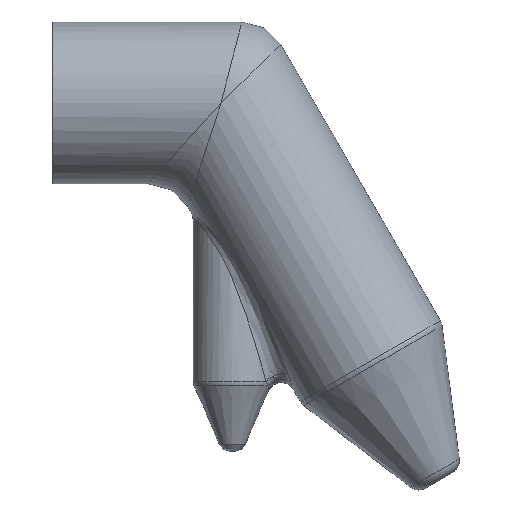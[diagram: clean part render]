
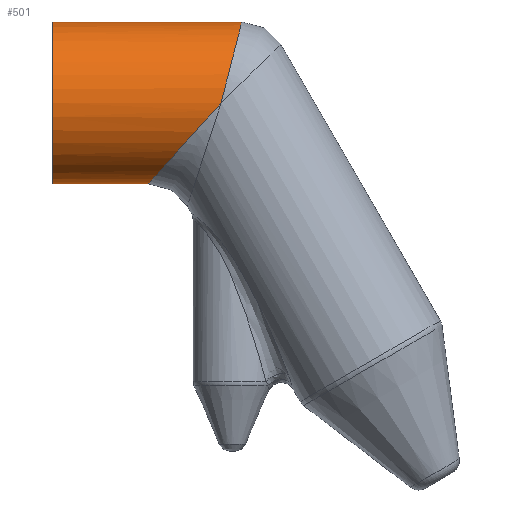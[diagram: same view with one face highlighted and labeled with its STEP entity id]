
A CAD part, top view. The second image highlights one B-rep face of the part: STEP entity #501.
In plain terms, the highlighted cylindrical face has radius 36 mm (diameter 72 mm), a full revolution.
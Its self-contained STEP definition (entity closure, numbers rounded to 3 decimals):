
#46=FACE_OUTER_BOUND('',#81,.T.);
#81=EDGE_LOOP('',(#349,#350,#351,#352,#353));
#119=ELLIPSE('',#557,48.387,36.);
#120=ELLIPSE('',#558,37.166,36.);
#148=LINE('',#1454,#158);
#158=VECTOR('',#640,36.);
#168=CIRCLE('',#556,36.);
#213=VERTEX_POINT('',#1116);
#214=VERTEX_POINT('',#1118);
#217=VERTEX_POINT('',#1452);
#267=EDGE_CURVE('',#217,#217,#168,.T.);
#268=EDGE_CURVE('',#217,#213,#148,.T.);
#269=EDGE_CURVE('',#213,#214,#119,.T.);
#270=EDGE_CURVE('',#214,#213,#120,.T.);
#349=ORIENTED_EDGE('',*,*,#267,.T.);
#350=ORIENTED_EDGE('',*,*,#268,.T.);
#351=ORIENTED_EDGE('',*,*,#269,.T.);
#352=ORIENTED_EDGE('',*,*,#270,.T.);
#353=ORIENTED_EDGE('',*,*,#268,.F.);
#495=CYLINDRICAL_SURFACE('',#555,36.);
#501=ADVANCED_FACE('',(#46),#495,.T.);
#555=AXIS2_PLACEMENT_3D('',#1451,#636,#637);
#556=AXIS2_PLACEMENT_3D('',#1453,#638,#639);
#557=AXIS2_PLACEMENT_3D('',#1455,#641,#642);
#558=AXIS2_PLACEMENT_3D('',#1456,#643,#644);
#636=DIRECTION('center_axis',(-1.,0.,0.));
#637=DIRECTION('ref_axis',(0.,0.,1.));
#638=DIRECTION('center_axis',(1.,0.,0.));
#639=DIRECTION('ref_axis',(0.,0.,-1.));
#640=DIRECTION('',(1.,0.,0.));
#641=DIRECTION('center_axis',(-0.744,0.668,0.));
#642=DIRECTION('ref_axis',(-0.668,-0.744,0.));
#643=DIRECTION('center_axis',(-0.969,0.249,0.));
#644=DIRECTION('ref_axis',(-0.249,-0.969,0.));
#1116=CARTESIAN_POINT('',(75.,0.,-36.));
#1118=CARTESIAN_POINT('',(75.,0.,36.));
#1451=CARTESIAN_POINT('Origin',(176.823,0.,0.));
#1452=CARTESIAN_POINT('',(0.,0.,-36.));
#1453=CARTESIAN_POINT('Origin',(0.,0.,0.));
#1454=CARTESIAN_POINT('',(176.823,0.,-36.));
#1455=CARTESIAN_POINT('Origin',(75.,0.,0.));
#1456=CARTESIAN_POINT('Origin',(75.,0.,0.));
